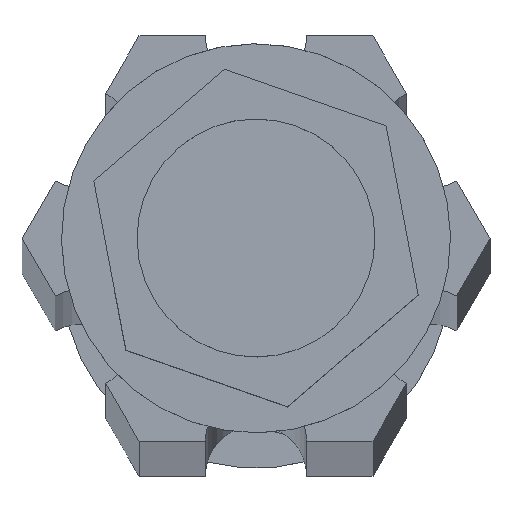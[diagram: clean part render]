
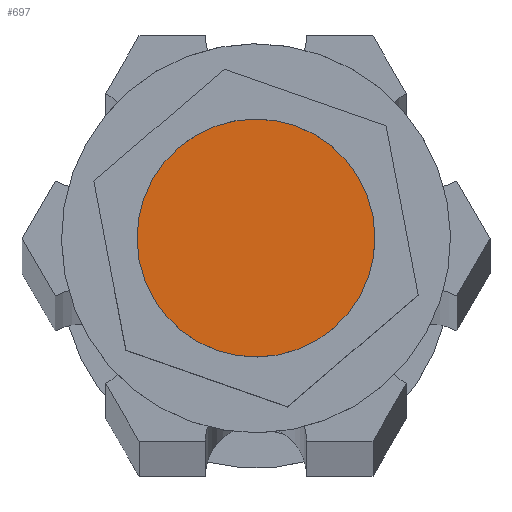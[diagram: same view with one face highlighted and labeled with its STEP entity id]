
A CAD part, top view. The second image highlights one B-rep face of the part: STEP entity #697.
In plain terms, the highlighted face is planar.
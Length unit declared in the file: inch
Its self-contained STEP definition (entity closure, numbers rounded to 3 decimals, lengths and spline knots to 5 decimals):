
#29=PLANE($,#753);
#213=FACE_OUTER_BOUND($,#257,.T.);
#257=EDGE_LOOP($,(#507));
#299=CIRCLE($,#739,0.1468);
#324=VERTEX_POINT($,#1023);
#391=EDGE_CURVE($,#324,#324,#299,.T.);
#507=ORIENTED_EDGE($,*,*,#391,.T.);
#697=ADVANCED_FACE($,(#213),#29,.F.);
#739=AXIS2_PLACEMENT_3D($,#1024,#813,#814);
#753=AXIS2_PLACEMENT_3D($,#1063,#846,#847);
#813=DIRECTION('center_axis',(-1.,0.,0.));
#814=DIRECTION('ref_axis',(0.,0.,
1.));
#846=DIRECTION('center_axis',(1.,0.,0.));
#847=DIRECTION('ref_axis',(0.,0.,
-1.));
#1023=CARTESIAN_POINT('',(-0.182,0.,0.1468));
#1024=CARTESIAN_POINT('Origin',(-0.182,0.,0.));
#1063=CARTESIAN_POINT('Origin',(-0.182,0.1468,0.));
